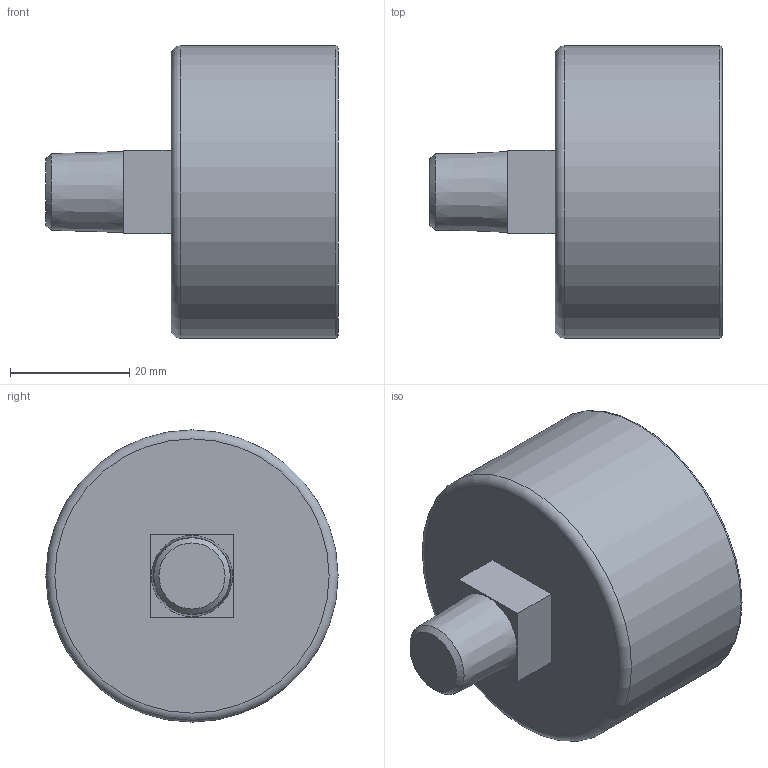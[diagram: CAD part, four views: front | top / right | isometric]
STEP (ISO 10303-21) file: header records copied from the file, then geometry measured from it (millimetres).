
FILE_DESCRIPTION(/* description */ ('STEP AP214'),/* implementation_level */ '2;1');
FILE_NAME(/* name */ '526781_MA-50-10-R1_4-MPA-E-RG',/* time_stamp */ '2024-09-05T03:20:06+02:00',/* author */ ('License CC BY-ND 4.0'),/* organization */ ('CADENAS'),/* preprocessor_version */ 'ST-DEVELOPER v19.3',/* originating_system */ 'PARTsolutions',/* authorisation */ ' ');
FILE_SCHEMA (('AUTOMOTIVE_DESIGN {1 0 10303 214 3 1 1}'));
Length unit declared in the file: millimetre
Products named in the file (1): 526781 MA-50-1,0-R1/4-MPA-E-RG
Bounding box: 49 x 49 x 49 mm (x, y, z)
Volume: 56049.1 mm3; surface area: 8897.8 mm2
Topology: 1 solids, 1 shells, 13 faces, 24 edges, 15 vertices
Faces by surface type: plane 8, torus 2, cone 2, cylinder 1
Full cylindrical faces by diameter (mm): 49 x1
Entity records: 326 total; most frequent: DIRECTION 54, CARTESIAN_POINT 48, ORIENTED_EDGE 38, AXIS2_PLACEMENT_3D 21, EDGE_LOOP 20, FACE_BOUND 20, EDGE_CURVE 19, VERTEX_POINT 15
